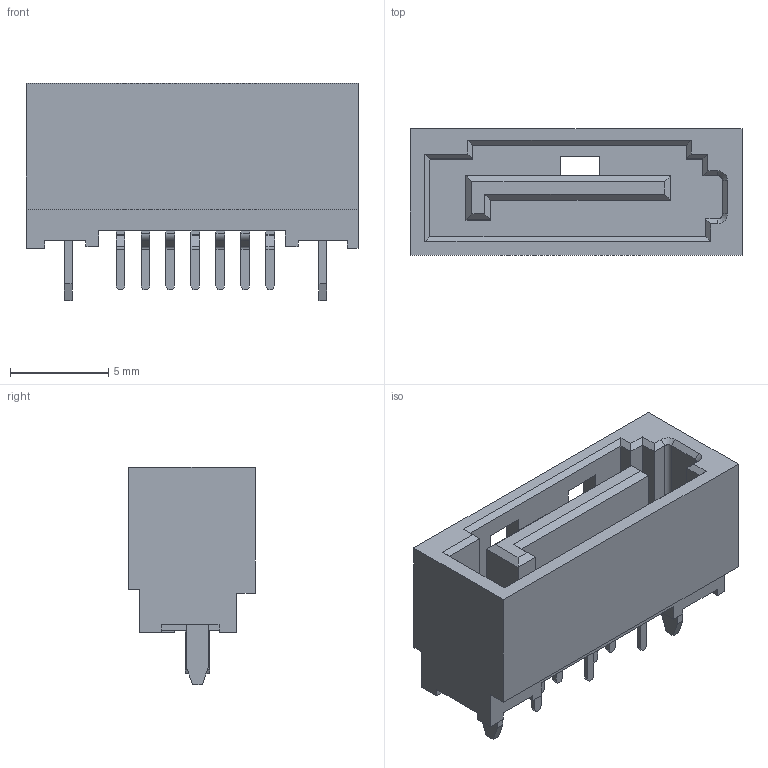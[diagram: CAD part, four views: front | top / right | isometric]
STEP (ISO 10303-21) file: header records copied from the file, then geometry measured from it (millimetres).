
FILE_DESCRIPTION((''),'2;1');
FILE_NAME('471554001','2018-11-05T',('gga'),(''),'PRO/ENGINEER BY PARAMETRIC TECHNOLOGY CORPORATION, 2016010','PRO/ENGINEER BY PARAMETRIC TECHNOLOGY CORPORATION, 2016010','');
FILE_SCHEMA(('CONFIG_CONTROL_DESIGN'));
Length unit declared in the file: millimetre
Products named in the file (1): 471554001
Bounding box: 16.9 x 6.45 x 11.05 mm (x, y, z)
Volume: 497.4 mm3; surface area: 973.8 mm2
Topology: 1 solids, 1 shells, 219 faces, 630 edges, 418 vertices
Faces by surface type: plane 187, cylinder 30, cone 2
Entity records: 7110 total; most frequent: CARTESIAN_POINT 1250, ORIENTED_EDGE 1224, DIRECTION 1150, EDGE_CURVE 612, VECTOR 550, LINE 550, VERTEX_POINT 400, AXIS2_PLACEMENT_3D 300
